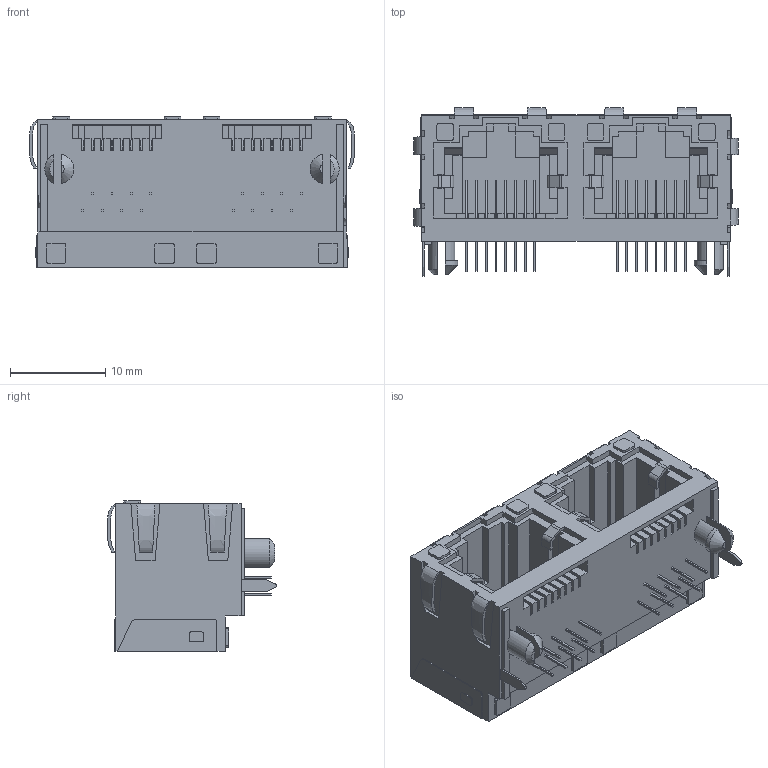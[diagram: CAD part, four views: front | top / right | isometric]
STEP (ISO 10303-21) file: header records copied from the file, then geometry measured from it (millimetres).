
FILE_DESCRIPTION((''),'2;1');
FILE_NAME('442480029','2015-08-21T',('me'),(''),'PRO/ENGINEER BY PARAMETRIC TECHNOLOGY CORPORATION, 2011490','PRO/ENGINEER BY PARAMETRIC TECHNOLOGY CORPORATION, 2011490','');
FILE_SCHEMA(('CONFIG_CONTROL_DESIGN'));
Length unit declared in the file: inch
Products named in the file (1): 442480029
Bounding box: 34.05 x 17.66 x 15.75 mm (x, y, z)
Volume: 3990.3 mm3; surface area: 4291.7 mm2
Topology: 1 solids, 1 shells, 917 faces, 2678 edges, 1794 vertices
Faces by surface type: plane 694, cylinder 197, bspline 22, cone 4
Entity records: 30838 total; most frequent: CARTESIAN_POINT 6161, ORIENTED_EDGE 5244, DIRECTION 4871, EDGE_CURVE 2622, VECTOR 2195, LINE 2195, VERTEX_POINT 1738, AXIS2_PLACEMENT_3D 1338
